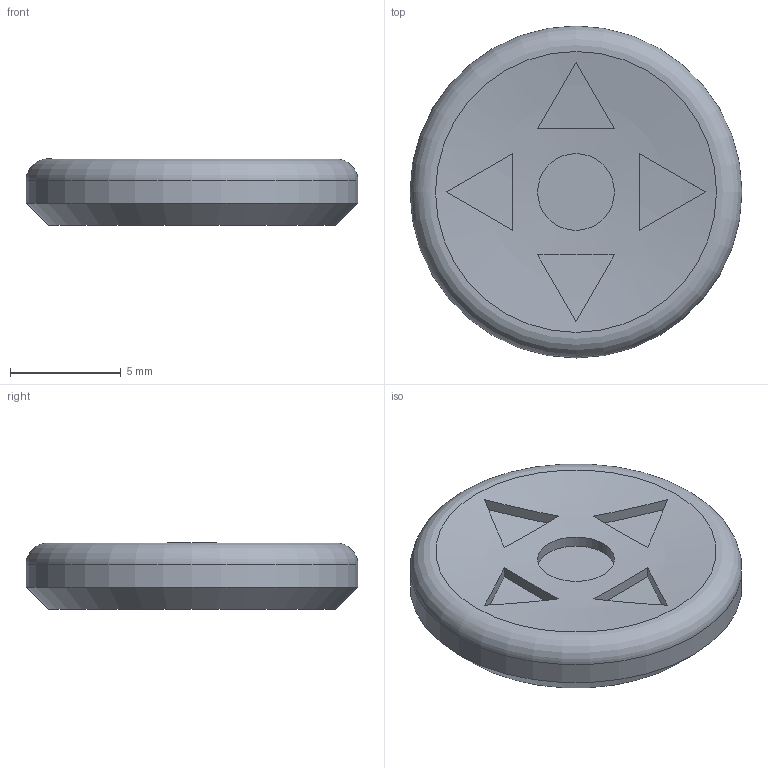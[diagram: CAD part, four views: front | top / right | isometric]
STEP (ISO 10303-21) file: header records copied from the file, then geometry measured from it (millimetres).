
FILE_DESCRIPTION(/* description */ (''),/* implementation_level */ '2;1');
FILE_NAME(/* name */ 'gpn17 badge dpad.stp',/* time_stamp */ '2017-05-29T17:14:47+02:00',/* author */ ('Chris'),/* organization */ (''),/* preprocessor_version */ 'ST-DEVELOPER v16.13',/* originating_system */ 'Autodesk Inventor 2018',/* authorisation */ '');
FILE_SCHEMA (('AUTOMOTIVE_DESIGN { 1 0 10303 214 3 1 1 }'));
Length unit declared in the file: millimetre
Products named in the file (1): gpn17 badge dpad
Bounding box: 15 x 15 x 3 mm (x, y, z)
Volume: 444.2 mm3; surface area: 484.2 mm2
Topology: 1 solids, 1 shells, 28 faces, 62 edges, 40 vertices
Faces by surface type: plane 18, sphere 6, cylinder 2, cone 1, torus 1
Full cylindrical faces by diameter (mm): 3.464 x1, 15 x1
Entity records: 775 total; most frequent: DIRECTION 142, CARTESIAN_POINT 121, ORIENTED_EDGE 108, AXIS2_PLACEMENT_3D 59, EDGE_CURVE 54, EDGE_LOOP 38, VERTEX_POINT 38, CIRCLE 30
